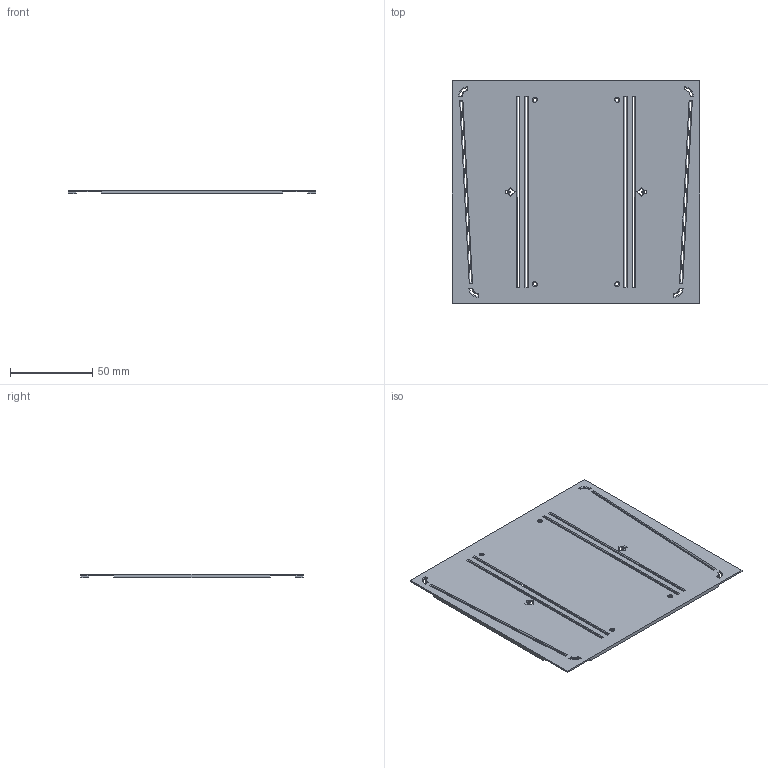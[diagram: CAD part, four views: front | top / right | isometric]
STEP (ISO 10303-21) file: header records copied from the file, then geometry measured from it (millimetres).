
FILE_DESCRIPTION(('FreeCAD Model'),'2;1');
FILE_NAME('Open CASCADE Shape Model','2024-08-20T17:32:25',(''),(''), 'Open CASCADE STEP processor 7.7','FreeCAD','Unknown');
FILE_SCHEMA(('AUTOMOTIVE_DESIGN { 1 0 10303 214 1 1 1 1 }'));
Length unit declared in the file: millimetre
Products named in the file (1): Body
Bounding box: 150 x 135 x 2.2 mm (x, y, z)
Volume: 21678.2 mm3; surface area: 41679.1 mm2
Topology: 1 solids, 1 shells, 137 faces, 373 edges, 238 vertices
Faces by surface type: plane 114, cylinder 12, cone 11
Full cylindrical faces by diameter (mm): 2 x4
Entity records: 4326 total; most frequent: CARTESIAN_POINT 749, ORIENTED_EDGE 746, DIRECTION 698, EDGE_CURVE 373, LINE 324, VECTOR 324, VERTEX_POINT 238, AXIS2_PLACEMENT_3D 187
